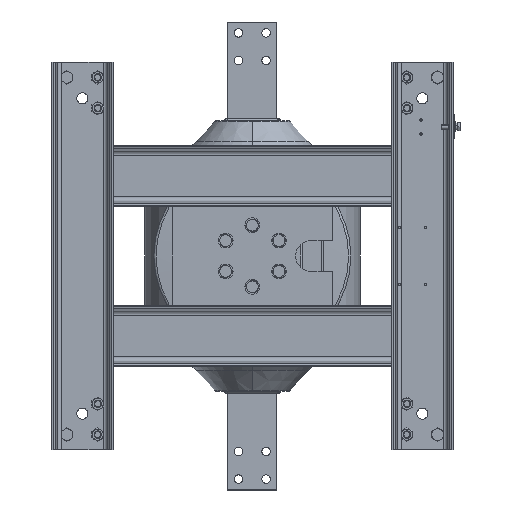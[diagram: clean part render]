
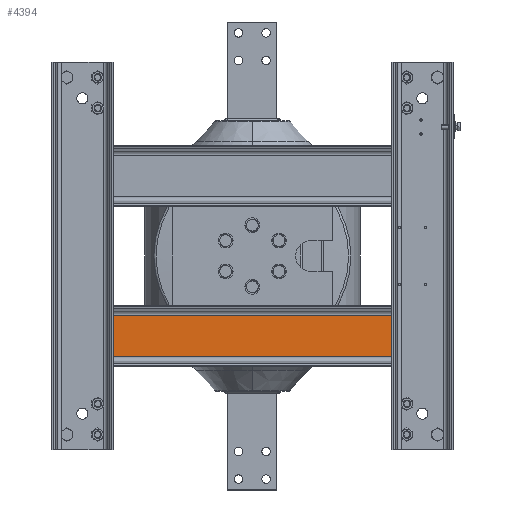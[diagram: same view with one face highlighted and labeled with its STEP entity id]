
A CAD part, front view. The second image highlights one B-rep face of the part: STEP entity #4394.
In plain terms, the highlighted planar face has unit normal (0, -1, 0).
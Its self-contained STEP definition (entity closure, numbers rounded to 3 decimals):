
#2429 = CARTESIAN_POINT ( 'NONE',  ( 226., -14.5, -96.01 ) ) ;
#2467 = CARTESIAN_POINT ( 'NONE',  ( -226., -14.5, -163.99 ) ) ;
#2469 = CARTESIAN_POINT ( 'NONE',  ( 226., -14.5, -163.99 ) ) ;
#2471 = CARTESIAN_POINT ( 'NONE',  ( -226., -14.5, -96.01 ) ) ;
#2697 = LINE ( 'NONE', #20552, #2698 ) ;
#2698 = VECTOR ( 'NONE', #20600, 1000. ) ;
#2700 = VECTOR ( 'NONE', #20513, 1000. ) ;
#2702 = VECTOR ( 'NONE', #20538, 1000. ) ;
#2703 = LINE ( 'NONE', #20537, #2702 ) ;
#2706 = LINE ( 'NONE', #20528, #2707 ) ;
#2707 = VECTOR ( 'NONE', #20530, 1000. ) ;
#2711 = LINE ( 'NONE', #20532, #2700 ) ;
#4394 = ADVANCED_FACE ( 'NONE', ( #16150 ), #19405, .F. ) ;
#7109 = EDGE_CURVE ( 'NONE', #14278, #14300, #2697, .T. ) ;
#7114 = EDGE_CURVE ( 'NONE', #14278, #14301, #2703, .T. ) ;
#7115 = EDGE_CURVE ( 'NONE', #14300, #14299, #2706, .T. ) ;
#7118 = EDGE_CURVE ( 'NONE', #14301, #14299, #2711, .T. ) ;
#13566 = AXIS2_PLACEMENT_3D ( 'NONE', #19399, #19362, #19360 ) ;
#14278 = VERTEX_POINT ( 'NONE', #2429 ) ;
#14299 = VERTEX_POINT ( 'NONE', #2467 ) ;
#14300 = VERTEX_POINT ( 'NONE', #2469 ) ;
#14301 = VERTEX_POINT ( 'NONE', #2471 ) ;
#16150 = FACE_OUTER_BOUND ( 'NONE', #25483, .T. ) ;
#17570 = ORIENTED_EDGE ( 'NONE', *, *, #7118, .T. ) ;
#17571 = ORIENTED_EDGE ( 'NONE', *, *, #7115, .F. ) ;
#17572 = ORIENTED_EDGE ( 'NONE', *, *, #7109, .F. ) ;
#17573 = ORIENTED_EDGE ( 'NONE', *, *, #7114, .T. ) ;
#19360 = DIRECTION ( 'NONE',  ( 1., 0., 0. ) ) ;
#19362 = DIRECTION ( 'NONE',  ( 0., 1., 0. ) ) ;
#19399 = CARTESIAN_POINT ( 'NONE',  ( 226., -14.5, -96.01 ) ) ;
#19405 = PLANE ( 'NONE',  #13566 ) ;
#20513 = DIRECTION ( 'NONE',  ( 0., 0., -1. ) ) ;
#20528 = CARTESIAN_POINT ( 'NONE',  ( 226., -14.5, -163.99 ) ) ;
#20530 = DIRECTION ( 'NONE',  ( -1., 0., 0. ) ) ;
#20532 = CARTESIAN_POINT ( 'NONE',  ( -226., -14.5, -96.01 ) ) ;
#20537 = CARTESIAN_POINT ( 'NONE',  ( 226., -14.5, -96.01 ) ) ;
#20538 = DIRECTION ( 'NONE',  ( -1., 0., 0. ) ) ;
#20552 = CARTESIAN_POINT ( 'NONE',  ( 226., -14.5, -96.01 ) ) ;
#20600 = DIRECTION ( 'NONE',  ( 0., 0., -1. ) ) ;
#25483 = EDGE_LOOP ( 'NONE', ( #17570, #17571, #17572, #17573 ) ) ;
